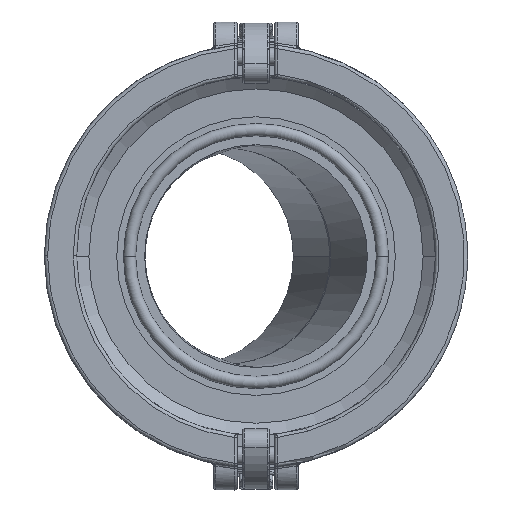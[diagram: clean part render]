
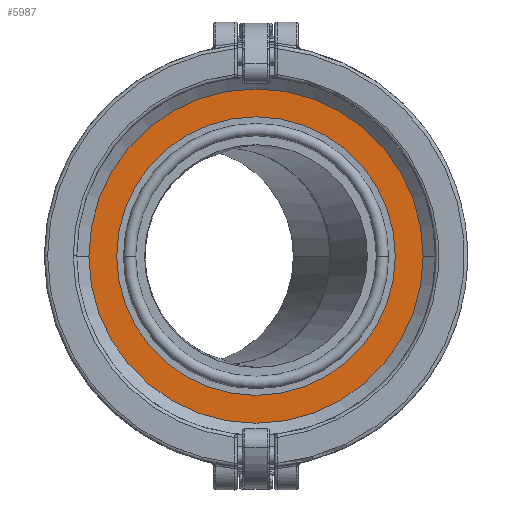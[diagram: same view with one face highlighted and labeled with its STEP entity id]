
A CAD part, top view. The second image highlights one B-rep face of the part: STEP entity #5987.
In plain terms, the highlighted planar face has unit normal (0, 0, 1).
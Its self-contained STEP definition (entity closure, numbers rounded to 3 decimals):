
#881 = DIRECTION ( 'NONE',  ( 0., 0., -1. ) ) ;
#2023 = VERTEX_POINT ( 'NONE', #13974 ) ;
#2150 = EDGE_CURVE ( 'NONE', #21237, #12122, #9996, .T. ) ;
#2663 = FACE_OUTER_BOUND ( 'NONE', #15122, .T. ) ;
#2736 = AXIS2_PLACEMENT_3D ( 'NONE', #11619, #11535, #11532 ) ;
#3295 = AXIS2_PLACEMENT_3D ( 'NONE', #16190, #5058, #18037 ) ;
#4546 = EDGE_CURVE ( 'NONE', #2023, #8960, #18595, .T. ) ;
#4779 = DIRECTION ( 'NONE',  ( 0., 0., 1. ) ) ;
#5058 = DIRECTION ( 'NONE',  ( 0., 0., 1. ) ) ;
#5269 = CARTESIAN_POINT ( 'NONE',  ( 0., 0., -37.5 ) ) ;
#5987 = ADVANCED_FACE ( 'NONE', ( #7586, #2663 ), #13718, .F. ) ;
#6059 = ORIENTED_EDGE ( 'NONE', *, *, #22174, .F. ) ;
#6651 = ORIENTED_EDGE ( 'NONE', *, *, #4546, .T. ) ;
#7189 = DIRECTION ( 'NONE',  ( 1., 0., 0. ) ) ;
#7586 = FACE_BOUND ( 'NONE', #22020, .T. ) ;
#8960 = VERTEX_POINT ( 'NONE', #14993 ) ;
#9996 = CIRCLE ( 'NONE', #2736, 62.5 ) ;
#11159 = CARTESIAN_POINT ( 'NONE',  ( 62.5, 0., -37.5 ) ) ;
#11246 = CARTESIAN_POINT ( 'NONE',  ( -62.5, 0., -37.5 ) ) ;
#11314 = CIRCLE ( 'NONE', #11976, 62.5 ) ;
#11532 = DIRECTION ( 'NONE',  ( 1., 0., 0. ) ) ;
#11535 = DIRECTION ( 'NONE',  ( 0., 0., 1. ) ) ;
#11584 = ORIENTED_EDGE ( 'NONE', *, *, #16122, .T. ) ;
#11619 = CARTESIAN_POINT ( 'NONE',  ( 0., 0., -37.5 ) ) ;
#11976 = AXIS2_PLACEMENT_3D ( 'NONE', #5269, #18250, #7189 ) ;
#12122 = VERTEX_POINT ( 'NONE', #11159 ) ;
#13718 = PLANE ( 'NONE',  #14546 ) ;
#13786 = DIRECTION ( 'NONE',  ( -1., 0., 0. ) ) ;
#13974 = CARTESIAN_POINT ( 'NONE',  ( 75., 0., -37.5 ) ) ;
#14546 = AXIS2_PLACEMENT_3D ( 'NONE', #19274, #881, #13786 ) ;
#14993 = CARTESIAN_POINT ( 'NONE',  ( -75., 0., -37.5 ) ) ;
#15122 = EDGE_LOOP ( 'NONE', ( #6651, #11584 ) ) ;
#15920 = CARTESIAN_POINT ( 'NONE',  ( 0., 0., -37.5 ) ) ;
#15932 = ORIENTED_EDGE ( 'NONE', *, *, #2150, .F. ) ;
#16122 = EDGE_CURVE ( 'NONE', #8960, #2023, #23745, .T. ) ;
#16190 = CARTESIAN_POINT ( 'NONE',  ( 0., 0., -37.5 ) ) ;
#16552 = AXIS2_PLACEMENT_3D ( 'NONE', #15920, #4779, #17773 ) ;
#17773 = DIRECTION ( 'NONE',  ( 1., 0., 0. ) ) ;
#18037 = DIRECTION ( 'NONE',  ( 1., 0., 0. ) ) ;
#18250 = DIRECTION ( 'NONE',  ( 0., 0., 1. ) ) ;
#18595 = CIRCLE ( 'NONE', #16552, 75. ) ;
#19274 = CARTESIAN_POINT ( 'NONE',  ( 0., 62.5, -37.5 ) ) ;
#21237 = VERTEX_POINT ( 'NONE', #11246 ) ;
#22020 = EDGE_LOOP ( 'NONE', ( #6059, #15932 ) ) ;
#22174 = EDGE_CURVE ( 'NONE', #12122, #21237, #11314, .T. ) ;
#23745 = CIRCLE ( 'NONE', #3295, 75. ) ;
